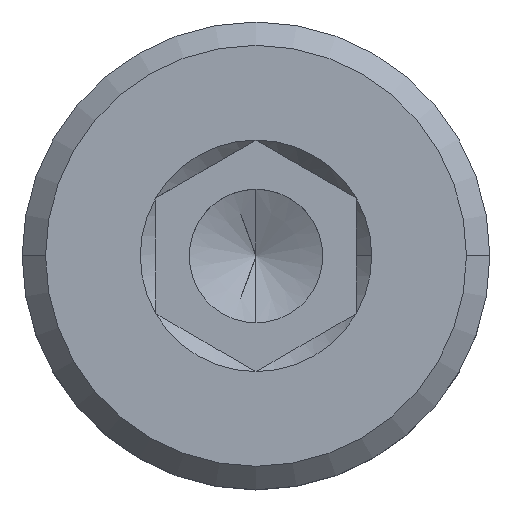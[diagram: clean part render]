
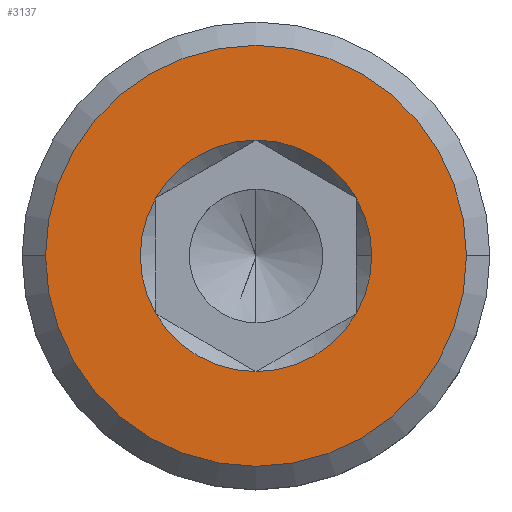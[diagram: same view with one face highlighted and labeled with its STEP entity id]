
A CAD part, top view. The second image highlights one B-rep face of the part: STEP entity #3137.
In plain terms, the highlighted planar face has unit normal (0, 0, 1).
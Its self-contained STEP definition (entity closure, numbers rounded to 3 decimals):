
#120 = CIRCLE ( 'NONE', #231, 1.732 ) ;
#121 = CARTESIAN_POINT ( 'NONE',  ( 1.732, 0., 12.8 ) ) ;
#150 = CIRCLE ( 'NONE', #3015, 1.732 ) ;
#156 = FACE_OUTER_BOUND ( 'NONE', #2418, .T. ) ;
#182 = VERTEX_POINT ( 'NONE', #121 ) ;
#190 = CARTESIAN_POINT ( 'NONE',  ( -1.5, -0.866, 12.8 ) ) ;
#231 = AXIS2_PLACEMENT_3D ( 'NONE', #845, #2085, #594 ) ;
#290 = DIRECTION ( 'NONE',  ( -1., 0., 0. ) ) ;
#300 = PLANE ( 'NONE',  #770 ) ;
#316 = CIRCLE ( 'NONE', #1350, 1.732 ) ;
#328 = VERTEX_POINT ( 'NONE', #1395 ) ;
#496 = CARTESIAN_POINT ( 'NONE',  ( 0., 0., 12.8 ) ) ;
#521 = DIRECTION ( 'NONE',  ( 0., 0., 1. ) ) ;
#551 = DIRECTION ( 'NONE',  ( -1., 0., 0. ) ) ;
#581 = ORIENTED_EDGE ( 'NONE', *, *, #2778, .F. ) ;
#594 = DIRECTION ( 'NONE',  ( 1., 0., 0. ) ) ;
#598 = DIRECTION ( 'NONE',  ( 1., 0., 0. ) ) ;
#657 = ORIENTED_EDGE ( 'NONE', *, *, #1285, .T. ) ;
#713 = DIRECTION ( 'NONE',  ( 0., 0., 1. ) ) ;
#744 = EDGE_CURVE ( 'NONE', #2973, #3164, #1593, .T. ) ;
#745 = CARTESIAN_POINT ( 'NONE',  ( 0., 0., 12.8 ) ) ;
#754 = AXIS2_PLACEMENT_3D ( 'NONE', #496, #1040, #551 ) ;
#770 = AXIS2_PLACEMENT_3D ( 'NONE', #2819, #2045, #290 ) ;
#815 = FACE_BOUND ( 'NONE', #2911, .T. ) ;
#845 = CARTESIAN_POINT ( 'NONE',  ( 0., 0., 12.8 ) ) ;
#883 = CARTESIAN_POINT ( 'NONE',  ( 0., -1.732, 12.8 ) ) ;
#887 = CIRCLE ( 'NONE', #2464, 1.732 ) ;
#985 = VERTEX_POINT ( 'NONE', #883 ) ;
#993 = DIRECTION ( 'NONE',  ( 0., 0., 1. ) ) ;
#1023 = DIRECTION ( 'NONE',  ( 0., 0., 1. ) ) ;
#1031 = VERTEX_POINT ( 'NONE', #190 ) ;
#1040 = DIRECTION ( 'NONE',  ( 0., 0., 1. ) ) ;
#1087 = DIRECTION ( 'NONE',  ( 0., 0., 1. ) ) ;
#1216 = CARTESIAN_POINT ( 'NONE',  ( 1.5, -0.866, 12.8 ) ) ;
#1240 = CARTESIAN_POINT ( 'NONE',  ( 0., 0., 12.8 ) ) ;
#1285 = EDGE_CURVE ( 'NONE', #3164, #2973, #3177, .T. ) ;
#1350 = AXIS2_PLACEMENT_3D ( 'NONE', #745, #993, #1746 ) ;
#1364 = VERTEX_POINT ( 'NONE', #1216 ) ;
#1395 = CARTESIAN_POINT ( 'NONE',  ( 0., 1.732, 12.8 ) ) ;
#1475 = DIRECTION ( 'NONE',  ( 1., 0., 0. ) ) ;
#1495 = DIRECTION ( 'NONE',  ( -1., 0., 0. ) ) ;
#1507 = ORIENTED_EDGE ( 'NONE', *, *, #1956, .F. ) ;
#1551 = CARTESIAN_POINT ( 'NONE',  ( -3.15, 0., 12.8 ) ) ;
#1593 = CIRCLE ( 'NONE', #754, 3.15 ) ;
#1642 = EDGE_CURVE ( 'NONE', #1364, #182, #150, .T. ) ;
#1645 = ORIENTED_EDGE ( 'NONE', *, *, #1773, .F. ) ;
#1746 = DIRECTION ( 'NONE',  ( 1., 0., 0. ) ) ;
#1773 = EDGE_CURVE ( 'NONE', #1031, #985, #887, .T. ) ;
#1856 = AXIS2_PLACEMENT_3D ( 'NONE', #2242, #3004, #2496 ) ;
#1920 = ORIENTED_EDGE ( 'NONE', *, *, #1642, .F. ) ;
#1956 = EDGE_CURVE ( 'NONE', #985, #1364, #2225, .T. ) ;
#1957 = ORIENTED_EDGE ( 'NONE', *, *, #744, .T. ) ;
#1994 = CARTESIAN_POINT ( 'NONE',  ( 1.5, 0.866, 12.8 ) ) ;
#2034 = AXIS2_PLACEMENT_3D ( 'NONE', #1240, #521, #1495 ) ;
#2045 = DIRECTION ( 'NONE',  ( 0., 0., -1. ) ) ;
#2073 = CIRCLE ( 'NONE', #3262, 1.732 ) ;
#2085 = DIRECTION ( 'NONE',  ( 0., 0., 1. ) ) ;
#2088 = CARTESIAN_POINT ( 'NONE',  ( 0., 0., 12.8 ) ) ;
#2169 = ORIENTED_EDGE ( 'NONE', *, *, #2843, .F. ) ;
#2213 = ORIENTED_EDGE ( 'NONE', *, *, #2601, .F. ) ;
#2225 = CIRCLE ( 'NONE', #2483, 1.732 ) ;
#2242 = CARTESIAN_POINT ( 'NONE',  ( 0., 0., 12.8 ) ) ;
#2250 = CARTESIAN_POINT ( 'NONE',  ( 0., 0., 12.8 ) ) ;
#2277 = CIRCLE ( 'NONE', #1856, 1.732 ) ;
#2298 = VERTEX_POINT ( 'NONE', #3229 ) ;
#2302 = CARTESIAN_POINT ( 'NONE',  ( 0., 0., 12.8 ) ) ;
#2304 = CARTESIAN_POINT ( 'NONE',  ( 3.15, 0., 12.8 ) ) ;
#2418 = EDGE_LOOP ( 'NONE', ( #1957, #657 ) ) ;
#2447 = DIRECTION ( 'NONE',  ( 0., 0., 1. ) ) ;
#2464 = AXIS2_PLACEMENT_3D ( 'NONE', #2302, #1023, #2800 ) ;
#2483 = AXIS2_PLACEMENT_3D ( 'NONE', #2088, #1087, #598 ) ;
#2496 = DIRECTION ( 'NONE',  ( 1., 0., 0. ) ) ;
#2601 = EDGE_CURVE ( 'NONE', #182, #2817, #120, .T. ) ;
#2702 = DIRECTION ( 'NONE',  ( 1., 0., 0. ) ) ;
#2778 = EDGE_CURVE ( 'NONE', #2817, #328, #2073, .T. ) ;
#2800 = DIRECTION ( 'NONE',  ( 1., 0., 0. ) ) ;
#2817 = VERTEX_POINT ( 'NONE', #1994 ) ;
#2819 = CARTESIAN_POINT ( 'NONE',  ( 0., 0., 12.8 ) ) ;
#2843 = EDGE_CURVE ( 'NONE', #328, #2298, #316, .T. ) ;
#2900 = EDGE_CURVE ( 'NONE', #2298, #1031, #2277, .T. ) ;
#2909 = CARTESIAN_POINT ( 'NONE',  ( 0., 0., 12.8 ) ) ;
#2911 = EDGE_LOOP ( 'NONE', ( #3149, #2169, #581, #2213, #1920, #1507, #1645 ) ) ;
#2973 = VERTEX_POINT ( 'NONE', #1551 ) ;
#3004 = DIRECTION ( 'NONE',  ( 0., 0., 1. ) ) ;
#3015 = AXIS2_PLACEMENT_3D ( 'NONE', #2909, #2447, #2702 ) ;
#3137 = ADVANCED_FACE ( 'NONE', ( #815, #156 ), #300, .F. ) ;
#3149 = ORIENTED_EDGE ( 'NONE', *, *, #2900, .F. ) ;
#3164 = VERTEX_POINT ( 'NONE', #2304 ) ;
#3177 = CIRCLE ( 'NONE', #2034, 3.15 ) ;
#3229 = CARTESIAN_POINT ( 'NONE',  ( -1.5, 0.866, 12.8 ) ) ;
#3262 = AXIS2_PLACEMENT_3D ( 'NONE', #2250, #713, #1475 ) ;
